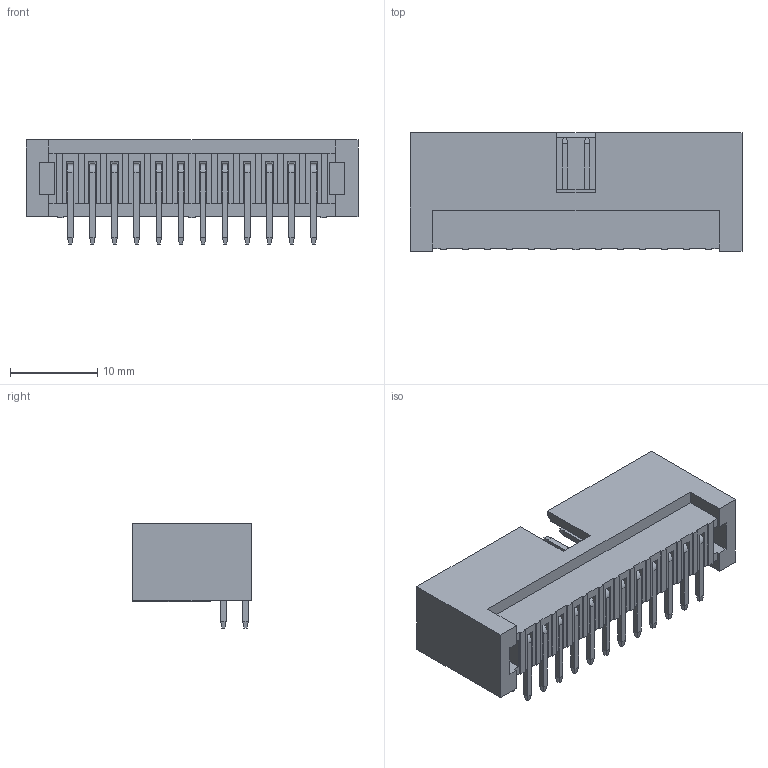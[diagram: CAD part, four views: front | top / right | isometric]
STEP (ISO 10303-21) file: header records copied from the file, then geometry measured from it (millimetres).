
FILE_DESCRIPTION( ('This file contains a STEP AP42 implementation' ,'as created by ZW3D STEP Interface translator.') ,'2;1' );
FILE_NAME( '3112-XXRXXBK00X1.stp' ,'231214.161444', (''), ('ZWCAD Software Co.'), 'Version 1.0', 'ZW3D to STEP translator', '' );
FILE_SCHEMA(('AUTOMOTIVE_DESIGN { 1 0 10303 214 1 1 1 1 }'));
Length unit declared in the file: millimetre
Products named in the file (2): 0; 3112-24RG0BK00A1
Bounding box: 38.1 x 13.6 x 11.95 mm (x, y, z)
Volume: 2441.6 mm3; surface area: 3890.9 mm2
Topology: 1 solids, 1 shells, 915 faces, 2447 edges, 1558 vertices
Faces by surface type: plane 837, cylinder 78
Entity records: 37017 total; most frequent: CARTESIAN_POINT 17454, ORIENTED_EDGE 4894, EDGE_CURVE 2447, DIRECTION 2250, B_SPLINE_CURVE_WITH_KNOTS 2053, VERTEX_POINT 1558, AXIS2_PLACEMENT_3D 940, EDGE_LOOP 939
